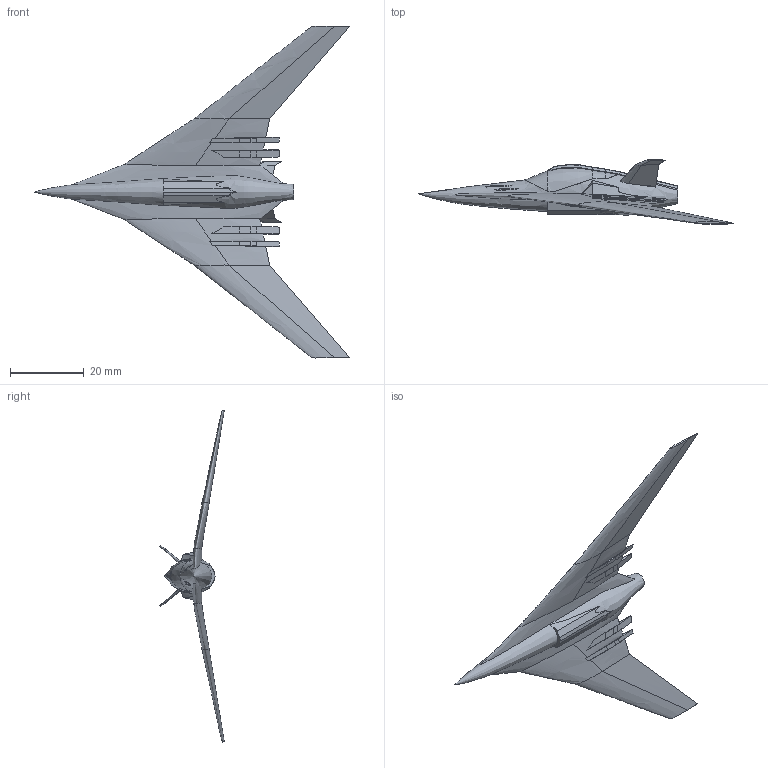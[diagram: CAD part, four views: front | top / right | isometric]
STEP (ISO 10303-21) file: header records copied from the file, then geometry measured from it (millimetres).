
FILE_DESCRIPTION((''),'2;1');
FILE_NAME('Aircraft.stp','2009-10-05T21:39:14',('Steven'),(''),'Autodesk Inventor LT ','Autodesk Inventor LT ','');
FILE_SCHEMA(('AUTOMOTIVE_DESIGN { 1 0 10303 214 1 1 1 1 }'));
Length unit declared in the file: inch
Products named in the file (1): Aircraft
Bounding box: 85.27 x 17.43 x 89.83 mm (x, y, z)
Volume: 5557.7 mm3; surface area: 5671.4 mm2
Topology: 1 solids, 1 shells, 147 faces, 401 edges, 253 vertices
Faces by surface type: bspline 120, plane 25, cone 2
Entity records: 25487 total; most frequent: CARTESIAN_POINT 22540, ORIENTED_EDGE 770, EDGE_CURVE 385, VERTEX_POINT 247, DIRECTION 238, B_SPLINE_CURVE_WITH_KNOTS 232, EDGE_LOOP 154, FACE_OUTER_BOUND 147
